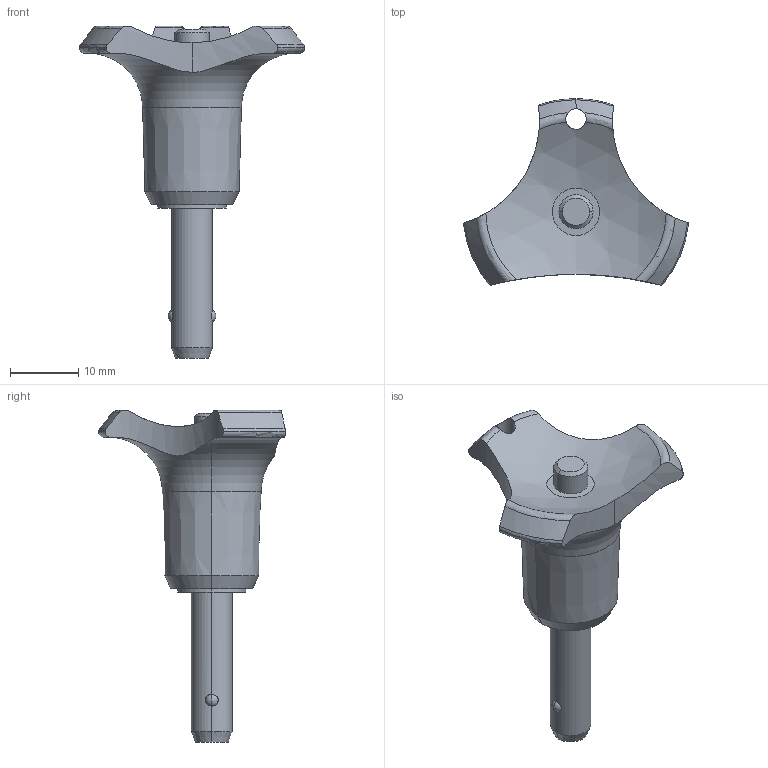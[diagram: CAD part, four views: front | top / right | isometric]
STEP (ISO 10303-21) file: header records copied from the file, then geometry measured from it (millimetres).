
FILE_DESCRIPTION(('STEP AP214'),'1');
FILE_NAME('HALDERN_EH_22370_0163.stp','2018-02-27T08:44:00',('TraceParts'),('TraceParts S.A.'),'Spatial InterOp 3D',' ',' ');
FILE_SCHEMA(('automotive_design'));
Length unit declared in the file: millimetre
Products named in the file (1): HALDERN_EH_22370_0163
Bounding box: 33.03 x 27.4 x 48.7 mm (x, y, z)
Volume: 5722.6 mm3; surface area: 2706.3 mm2
Topology: 1 solids, 1 shells, 53 faces, 136 edges, 88 vertices
Faces by surface type: cylinder 16, cone 12, torus 12, plane 8, sphere 5
Entity records: 2763 total; most frequent: CARTESIAN_POINT 1066, ORIENTED_EDGE 272, DIRECTION 257, EDGE_CURVE 136, AXIS2_PLACEMENT_3D 115, VERTEX_POINT 88, CIRCLE 61, EDGE_LOOP 58
